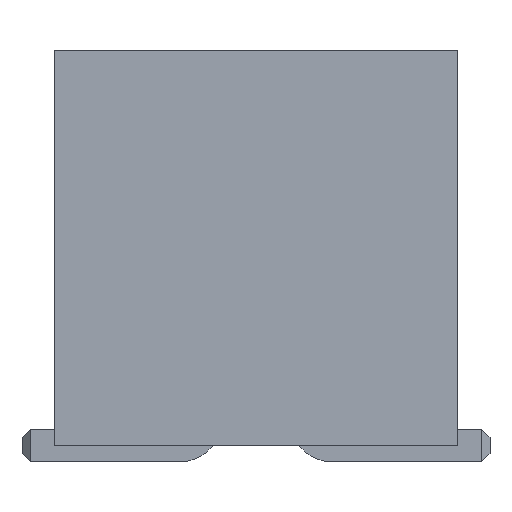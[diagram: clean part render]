
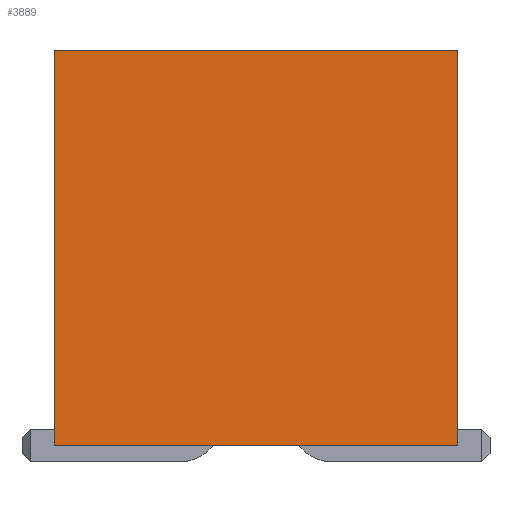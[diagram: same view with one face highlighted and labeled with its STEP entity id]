
A CAD part, front view. The second image highlights one B-rep face of the part: STEP entity #3889.
In plain terms, the highlighted planar face has unit normal (0, -1, 0).
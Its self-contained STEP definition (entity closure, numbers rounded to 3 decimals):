
#351=FACE_OUTER_BOUND('',#586,.T.);
#586=EDGE_LOOP('',(#3424,#3425,#3426,#3427));
#1041=LINE('',#6284,#1520);
#1062=LINE('',#6327,#1541);
#1063=LINE('',#6328,#1542);
#1064=LINE('',#6329,#1543);
#1520=VECTOR('',#5200,10.);
#1541=VECTOR('',#5239,10.);
#1542=VECTOR('',#5240,10.);
#1543=VECTOR('',#5241,10.);
#1850=VERTEX_POINT('',#6281);
#1851=VERTEX_POINT('',#6283);
#1863=VERTEX_POINT('',#6325);
#1864=VERTEX_POINT('',#6326);
#2365=EDGE_CURVE('',#1850,#1851,#1041,.T.);
#2386=EDGE_CURVE('',#1863,#1864,#1062,.T.);
#2387=EDGE_CURVE('',#1864,#1851,#1063,.T.);
#2388=EDGE_CURVE('',#1863,#1850,#1064,.T.);
#3424=ORIENTED_EDGE('',*,*,#2386,.T.);
#3425=ORIENTED_EDGE('',*,*,#2387,.T.);
#3426=ORIENTED_EDGE('',*,*,#2365,.F.);
#3427=ORIENTED_EDGE('',*,*,#2388,.F.);
#3654=PLANE('',#4199);
#3889=ADVANCED_FACE('',(#351),#3654,.T.);
#4199=AXIS2_PLACEMENT_3D('',#6324,#5237,#5238);
#5200=DIRECTION('',(1.,0.,0.));
#5237=DIRECTION('center_axis',(0.,-1.,0.));
#5238=DIRECTION('ref_axis',(1.,0.,0.));
#5239=DIRECTION('',(1.,0.,0.));
#5240=DIRECTION('',(0.,0.,1.));
#5241=DIRECTION('',(0.,0.,1.));
#6281=CARTESIAN_POINT('',(-2.5,-6.91,4.9));
#6283=CARTESIAN_POINT('',(2.5,-6.91,4.9));
#6284=CARTESIAN_POINT('',(-2.5,-6.91,4.9));
#6324=CARTESIAN_POINT('Origin',(-2.5,-6.91,0.));
#6325=CARTESIAN_POINT('',(-2.5,-6.91,0.));
#6326=CARTESIAN_POINT('',(2.5,-6.91,0.));
#6327=CARTESIAN_POINT('',(-2.5,-6.91,0.));
#6328=CARTESIAN_POINT('',(2.5,-6.91,0.));
#6329=CARTESIAN_POINT('',(-2.5,-6.91,0.));
